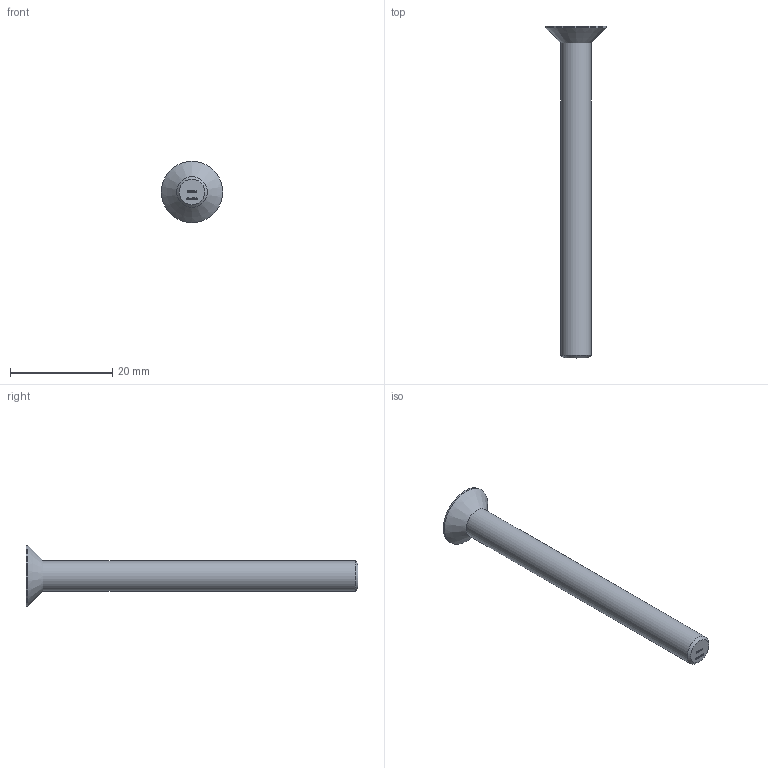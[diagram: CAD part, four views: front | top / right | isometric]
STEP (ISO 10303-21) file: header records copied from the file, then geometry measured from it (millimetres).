
FILE_DESCRIPTION (( 'STEP AP203' ), '1' );
FILE_NAME ('58315-240-65.STEP', '2022-05-18T06:49:50', ( '' ), ( '' ), 'SwSTEP 2.0', 'SolidWorks 2018', '' );
FILE_SCHEMA (( 'CONFIG_CONTROL_DESIGN' ));
Length unit declared in the file: millimetre
Products named in the file (1): 58315-240-65
Bounding box: 12 x 65 x 12 mm (x, y, z)
Volume: 1934.9 mm3; surface area: 1468.6 mm2
Topology: 1 solids, 1 shells, 279 faces, 743 edges, 494 vertices
Faces by surface type: plane 147, bspline 127, cone 3, cylinder 2
Full cylindrical faces by diameter (mm): 6 x1, 12 x1
Entity records: 15449 total; most frequent: CARTESIAN_POINT 9327, ORIENTED_EDGE 1474, DIRECTION 788, EDGE_CURVE 737, VERTEX_POINT 493, LINE 472, VECTOR 472, EDGE_LOOP 312
